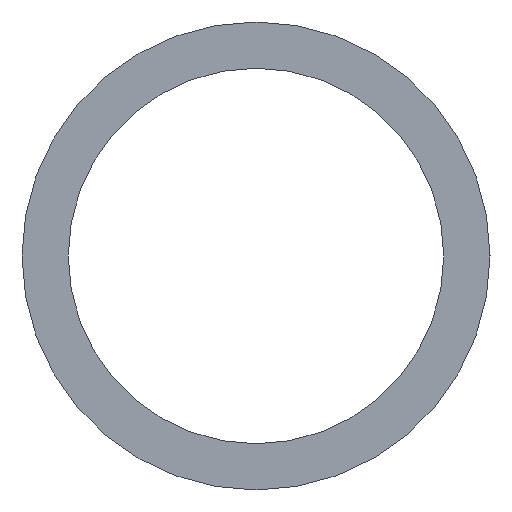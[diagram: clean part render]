
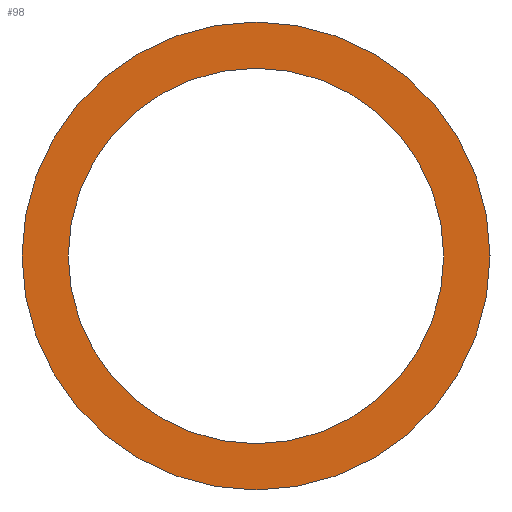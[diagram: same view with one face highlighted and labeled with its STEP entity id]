
A CAD part, left-side view. The second image highlights one B-rep face of the part: STEP entity #98.
In plain terms, the highlighted planar face has unit normal (-1, 0, 0).
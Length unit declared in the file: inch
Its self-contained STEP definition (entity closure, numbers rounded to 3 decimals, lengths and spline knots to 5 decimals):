
#10 = CARTESIAN_POINT ( 'NONE',  ( -18., 0., 0. ) ) ;
#13 = PLANE ( 'NONE',  #153 ) ;
#14 = ORIENTED_EDGE ( 'NONE', *, *, #177, .T. ) ;
#16 = DIRECTION ( 'NONE',  ( 1., 0., 0. ) ) ;
#22 = EDGE_LOOP ( 'NONE', ( #226, #176 ) ) ;
#31 = CIRCLE ( 'NONE', #147, 0.42 ) ;
#39 = EDGE_CURVE ( 'NONE', #53, #152, #96, .T. ) ;
#43 = DIRECTION ( 'NONE',  ( 0., 0., -1. ) ) ;
#45 = DIRECTION ( 'NONE',  ( 1., 0., 0. ) ) ;
#53 = VERTEX_POINT ( 'NONE', #171 ) ;
#63 = CARTESIAN_POINT ( 'NONE',  ( -18., 0., 0. ) ) ;
#68 = EDGE_LOOP ( 'NONE', ( #205, #14 ) ) ;
#72 = VERTEX_POINT ( 'NONE', #239 ) ;
#81 = CARTESIAN_POINT ( 'NONE',  ( -18., 0., 0. ) ) ;
#94 = CARTESIAN_POINT ( 'NONE',  ( -18., 0., 0. ) ) ;
#95 = AXIS2_PLACEMENT_3D ( 'NONE', #81, #216, #101 ) ;
#96 = CIRCLE ( 'NONE', #95, 0.337 ) ;
#98 = ADVANCED_FACE ( 'NONE', ( #237, #109 ), #13, .F. ) ;
#101 = DIRECTION ( 'NONE',  ( 0., 0., -1. ) ) ;
#109 = FACE_BOUND ( 'NONE', #68, .T. ) ;
#121 = CARTESIAN_POINT ( 'NONE',  ( -18., 0., -0.337 ) ) ;
#137 = AXIS2_PLACEMENT_3D ( 'NONE', #63, #141, #202 ) ;
#141 = DIRECTION ( 'NONE',  ( 1., 0., 0. ) ) ;
#147 = AXIS2_PLACEMENT_3D ( 'NONE', #94, #16, #248 ) ;
#152 = VERTEX_POINT ( 'NONE', #121 ) ;
#153 = AXIS2_PLACEMENT_3D ( 'NONE', #175, #198, #43 ) ;
#171 = CARTESIAN_POINT ( 'NONE',  ( -18., 0., 0.337 ) ) ;
#175 = CARTESIAN_POINT ( 'NONE',  ( -18., 0., 0. ) ) ;
#176 = ORIENTED_EDGE ( 'NONE', *, *, #208, .F. ) ;
#177 = EDGE_CURVE ( 'NONE', #152, #53, #242, .T. ) ;
#179 = DIRECTION ( 'NONE',  ( 0., 0., -1. ) ) ;
#198 = DIRECTION ( 'NONE',  ( 1., 0., 0. ) ) ;
#202 = DIRECTION ( 'NONE',  ( 0., 0., -1. ) ) ;
#203 = CARTESIAN_POINT ( 'NONE',  ( -18., 0., 0.42 ) ) ;
#205 = ORIENTED_EDGE ( 'NONE', *, *, #39, .T. ) ;
#208 = EDGE_CURVE ( 'NONE', #72, #236, #230, .T. ) ;
#214 = EDGE_CURVE ( 'NONE', #236, #72, #31, .T. ) ;
#216 = DIRECTION ( 'NONE',  ( 1., 0., 0. ) ) ;
#226 = ORIENTED_EDGE ( 'NONE', *, *, #214, .F. ) ;
#230 = CIRCLE ( 'NONE', #137, 0.42 ) ;
#236 = VERTEX_POINT ( 'NONE', #203 ) ;
#237 = FACE_OUTER_BOUND ( 'NONE', #22, .T. ) ;
#239 = CARTESIAN_POINT ( 'NONE',  ( -18., 0., -0.42 ) ) ;
#242 = CIRCLE ( 'NONE', #249, 0.337 ) ;
#248 = DIRECTION ( 'NONE',  ( 0., 0., -1. ) ) ;
#249 = AXIS2_PLACEMENT_3D ( 'NONE', #10, #45, #179 ) ;
